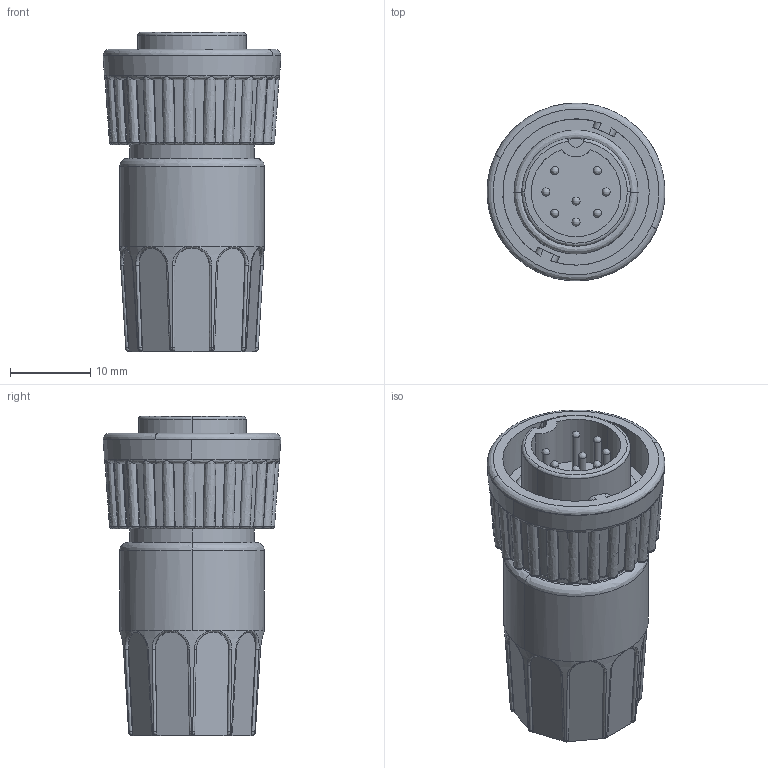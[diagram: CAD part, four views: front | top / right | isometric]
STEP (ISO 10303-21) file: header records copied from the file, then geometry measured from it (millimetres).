
FILE_DESCRIPTION (( 'STEP AP203' ), '1' );
FILE_NAME ('3282-8PG-3DC.STEP', '2012-12-28T15:31:24', ( 'J0FPBF1' ), ( '' ), 'SwSTEP 2.0', 'SolidWorks 2012', '' );
FILE_SCHEMA (( 'CONFIG_CONTROL_DESIGN' ));
Length unit declared in the file: inch
Products named in the file (1): 3282-8PG-3DC
Bounding box: 22.22 x 22.2 x 39.88 mm (x, y, z)
Volume: 8720.2 mm3; surface area: 4377 mm2
Topology: 1 solids, 1 shells, 345 faces, 947 edges, 604 vertices
Faces by surface type: bspline 183, plane 73, cylinder 53, cone 36
Entity records: 17442 total; most frequent: CARTESIAN_POINT 10405, ORIENTED_EDGE 1862, DIRECTION 956, EDGE_CURVE 931, VERTEX_POINT 604, B_SPLINE_CURVE_WITH_KNOTS 417, AXIS2_PLACEMENT_3D 397, EDGE_LOOP 361
